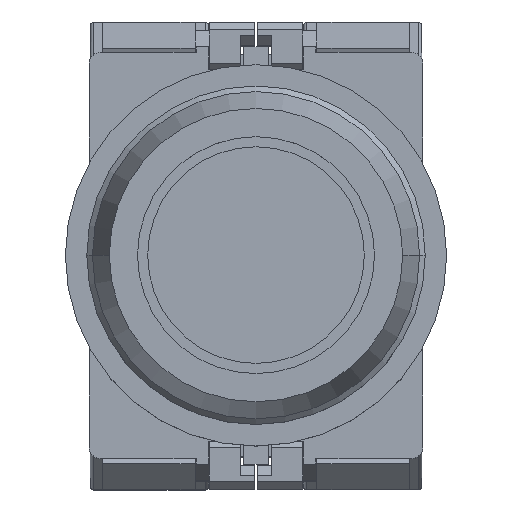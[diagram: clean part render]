
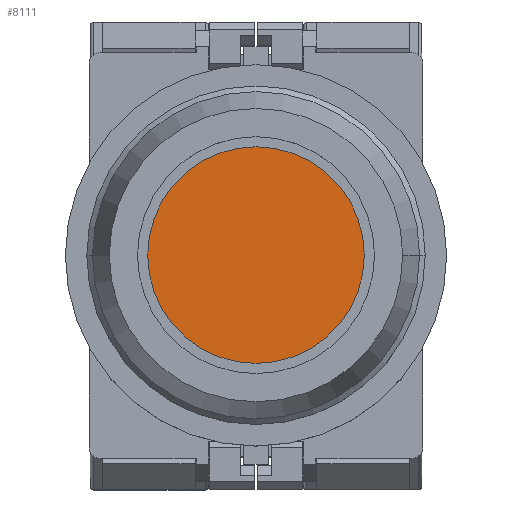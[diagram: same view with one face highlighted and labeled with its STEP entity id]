
A CAD part, top view. The second image highlights one B-rep face of the part: STEP entity #8111.
In plain terms, the highlighted planar face has unit normal (0, 0, 1).
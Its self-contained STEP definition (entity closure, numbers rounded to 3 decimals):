
#303 = CARTESIAN_POINT ( 'NONE',  ( 0., -9.6, 3.3 ) ) ;
#375 = AXIS2_PLACEMENT_3D ( 'NONE', #3013, #6810, #10629 ) ;
#485 = CARTESIAN_POINT ( 'NONE',  ( 0., 0., 3.3 ) ) ;
#994 = CIRCLE ( 'NONE', #7959, 9.6 ) ;
#1383 = CARTESIAN_POINT ( 'NONE',  ( 0., 9.6, 3.3 ) ) ;
#2011 = DIRECTION ( 'NONE',  ( 0., 0., 1. ) ) ;
#3013 = CARTESIAN_POINT ( 'NONE',  ( -9.715, -9.715, 3.3 ) ) ;
#3191 = AXIS2_PLACEMENT_3D ( 'NONE', #10558, #2011, #5808 ) ;
#3586 = VERTEX_POINT ( 'NONE', #1383 ) ;
#3959 = EDGE_CURVE ( 'NONE', #8649, #3586, #994, .T. ) ;
#4291 = DIRECTION ( 'NONE',  ( 0., 0., 1. ) ) ;
#4440 = EDGE_CURVE ( 'NONE', #3586, #8649, #8565, .T. ) ;
#5808 = DIRECTION ( 'NONE',  ( 0., 1., 0. ) ) ;
#6810 = DIRECTION ( 'NONE',  ( 0., 0., 1. ) ) ;
#7738 = FACE_OUTER_BOUND ( 'NONE', #9548, .T. ) ;
#7959 = AXIS2_PLACEMENT_3D ( 'NONE', #485, #4291, #8085 ) ;
#8085 = DIRECTION ( 'NONE',  ( 0., 1., 0. ) ) ;
#8111 = ADVANCED_FACE ( 'NONE', ( #7738 ), #11562, .T. ) ;
#8565 = CIRCLE ( 'NONE', #3191, 9.6 ) ;
#8649 = VERTEX_POINT ( 'NONE', #303 ) ;
#9548 = EDGE_LOOP ( 'NONE', ( #12027, #11242 ) ) ;
#10558 = CARTESIAN_POINT ( 'NONE',  ( 0., 0., 3.3 ) ) ;
#10629 = DIRECTION ( 'NONE',  ( 1., 0., 0. ) ) ;
#11242 = ORIENTED_EDGE ( 'NONE', *, *, #3959, .T. ) ;
#11562 = PLANE ( 'NONE',  #375 ) ;
#12027 = ORIENTED_EDGE ( 'NONE', *, *, #4440, .T. ) ;
